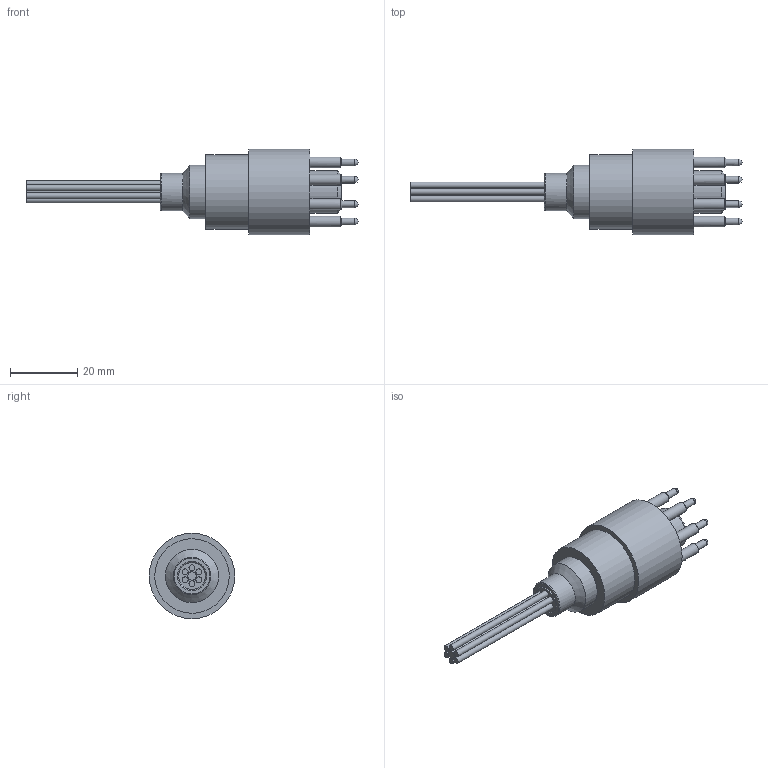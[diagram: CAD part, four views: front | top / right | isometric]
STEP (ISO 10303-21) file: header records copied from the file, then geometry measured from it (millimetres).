
FILE_DESCRIPTION(/* description */ (''),/* implementation_level */ '2;1');
FILE_NAME(/* name */ 'HF50CXOM6M.stp',/* time_stamp */ '2022-05-11T13:29:17+02:00',/* author */ ('sh'),/* organization */ (''),/* preprocessor_version */ 'ST-DEVELOPER v17',/* originating_system */ 'Autodesk Inventor 2019',/* authorisation */ '');
FILE_SCHEMA (('AUTOMOTIVE_DESIGN { 1 0 10303 214 3 1 1 }'));
Length unit declared in the file: millimetre
Products named in the file (1): HF50CXOM6M
Bounding box: 98.77 x 25.4 x 25.4 mm (x, y, z)
Volume: 13754.1 mm3; surface area: 8710.8 mm2
Topology: 1 solids, 1 shells, 168 faces, 447 edges, 314 vertices
Faces by surface type: plane 78, bspline 43, cylinder 34, cone 10, torus 3
Full cylindrical faces by diameter (mm): 1.016 x1, 1.778 x6, 1.986 x6, 2.367 x1, 2.54 x1, 3.175 x6, 7.722 x1, 7.772 x2, 7.925 x1, 7.95 x1, 11.1 x1, 12.7 x1, 15.824 x1, 15.875 x1, 17.463 x1, 17.475 x1, 22.174 x1, 25.4 x1
Entity records: 8123 total; most frequent: CARTESIAN_POINT 3790, ORIENTED_EDGE 894, DIRECTION 748, EDGE_CURVE 447, VERTEX_POINT 314, AXIS2_PLACEMENT_3D 278, EDGE_LOOP 201, LINE 192
